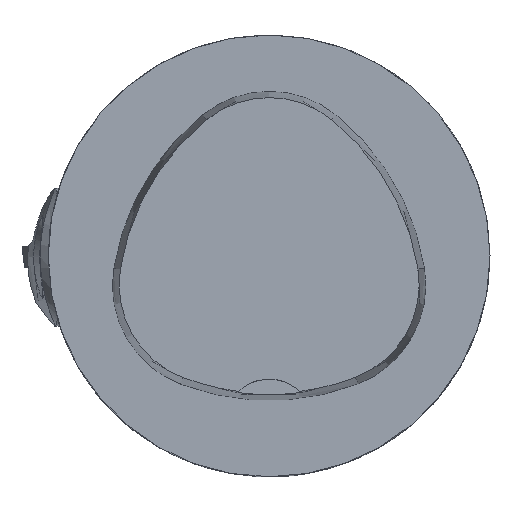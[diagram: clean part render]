
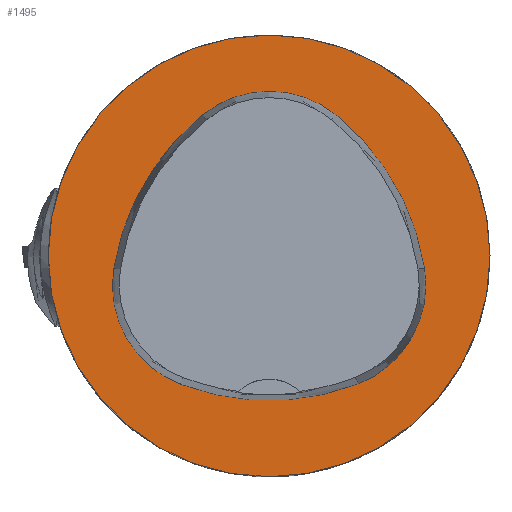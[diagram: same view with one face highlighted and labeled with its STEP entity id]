
A CAD part, top view. The second image highlights one B-rep face of the part: STEP entity #1495.
In plain terms, the highlighted planar face has unit normal (0, 0, 1).
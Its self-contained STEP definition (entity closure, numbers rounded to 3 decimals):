
#412=CIRCLE('',#8127,25.);
#413=CIRCLE('',#8133,28.);
#415=CIRCLE('',#8136,12.);
#417=CIRCLE('',#8139,28.);
#419=CIRCLE('',#8142,12.);
#423=CIRCLE('',#8147,28.);
#425=CIRCLE('',#8150,12.);
#755=PLANE('',#8155);
#1495=ADVANCED_FACE('',(#3046,#3047),#755,.T.);
#3046=FACE_BOUND('',#3485,.T.);
#3047=FACE_BOUND('',#3486,.T.);
#3485=EDGE_LOOP('',(#5536,#5537,#5538,#5539,#5540,#5541));
#3486=EDGE_LOOP('',(#5542));
#5536=ORIENTED_EDGE('',*,*,#7320,.T.);
#5537=ORIENTED_EDGE('',*,*,#7300,.T.);
#5538=ORIENTED_EDGE('',*,*,#7304,.T.);
#5539=ORIENTED_EDGE('',*,*,#7307,.T.);
#5540=ORIENTED_EDGE('',*,*,#7310,.T.);
#5541=ORIENTED_EDGE('',*,*,#7318,.T.);
#5542=ORIENTED_EDGE('',*,*,#7291,.F.);
#6267=VERTEX_POINT('',#13071);
#6276=VERTEX_POINT('',#13090);
#6277=VERTEX_POINT('',#13091);
#6280=VERTEX_POINT('',#13099);
#6282=VERTEX_POINT('',#13105);
#6284=VERTEX_POINT('',#13111);
#6291=VERTEX_POINT('',#13132);
#7291=EDGE_CURVE('',#6267,#6267,#412,.T.);
#7300=EDGE_CURVE('',#6276,#6277,#413,.T.);
#7304=EDGE_CURVE('',#6277,#6280,#415,.T.);
#7307=EDGE_CURVE('',#6280,#6282,#417,.T.);
#7310=EDGE_CURVE('',#6282,#6284,#419,.T.);
#7318=EDGE_CURVE('',#6284,#6291,#423,.T.);
#7320=EDGE_CURVE('',#6291,#6276,#425,.T.);
#8127=AXIS2_PLACEMENT_3D('',#13070,#10005,#10006);
#8133=AXIS2_PLACEMENT_3D('',#13089,#10021,#10022);
#8136=AXIS2_PLACEMENT_3D('',#13098,#10029,#10030);
#8139=AXIS2_PLACEMENT_3D('',#13104,#10036,#10037);
#8142=AXIS2_PLACEMENT_3D('',#13110,#10043,#10044);
#8147=AXIS2_PLACEMENT_3D('',#13133,#10055,#10056);
#8150=AXIS2_PLACEMENT_3D('',#13136,#10061,#10062);
#8155=AXIS2_PLACEMENT_3D('',#13141,#10071,#10072);
#10005=DIRECTION('',(0.,0.,-1.));
#10006=DIRECTION('',(-1.,0.,0.));
#10021=DIRECTION('',(0.,0.,-1.));
#10022=DIRECTION('',(-1.,0.,0.));
#10029=DIRECTION('',(0.,0.,-1.));
#10030=DIRECTION('',(-1.,0.,0.));
#10036=DIRECTION('',(0.,0.,-1.));
#10037=DIRECTION('',(-1.,0.,0.));
#10043=DIRECTION('',(0.,0.,-1.));
#10044=DIRECTION('',(-1.,0.,0.));
#10055=DIRECTION('',(0.,0.,-1.));
#10056=DIRECTION('',(-1.,0.,0.));
#10061=DIRECTION('',(0.,0.,-1.));
#10062=DIRECTION('',(-1.,0.,0.));
#10071=DIRECTION('',(0.,0.,1.));
#10072=DIRECTION('',(1.,0.,0.));
#13070=CARTESIAN_POINT('',(0.,0.,0.));
#13071=CARTESIAN_POINT('',(-25.,0.,0.));
#13089=CARTESIAN_POINT('',(10.068,-5.824,0.));
#13090=CARTESIAN_POINT('',(-17.584,-1.424,0.));
#13091=CARTESIAN_POINT('',(-7.531,15.953,0.));
#13098=CARTESIAN_POINT('',(0.011,6.62,0.));
#13099=CARTESIAN_POINT('',(7.567,15.942,0.));
#13104=CARTESIAN_POINT('',(-10.063,-5.81,0.));
#13105=CARTESIAN_POINT('',(17.59,-1.418,0.));
#13110=CARTESIAN_POINT('',(5.739,-3.3,0.));
#13111=CARTESIAN_POINT('',(10.05,-14.499,0.));
#13132=CARTESIAN_POINT('',(-10.025,-14.516,0.));
#13133=CARTESIAN_POINT('',(-0.01,11.631,0.));
#13136=CARTESIAN_POINT('',(-5.733,-3.31,0.));
#13141=CARTESIAN_POINT('',(0.,0.,0.));
